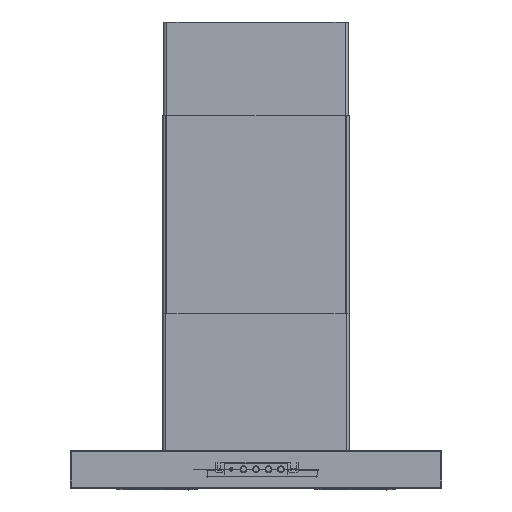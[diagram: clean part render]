
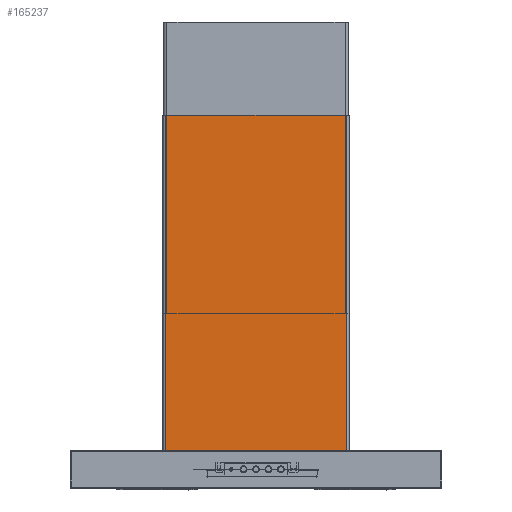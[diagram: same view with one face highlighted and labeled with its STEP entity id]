
A CAD part, top view. The second image highlights one B-rep face of the part: STEP entity #165237.
In plain terms, the highlighted planar face has unit normal (0, 0, 1).
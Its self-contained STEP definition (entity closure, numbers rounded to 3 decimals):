
#162056=DIRECTION('',(1.,0.,0.));
#162057=VECTOR('',#162056,290.);
#162058=CARTESIAN_POINT('',(-145.,-272.5,0.));
#162059=LINE('',#162058,#162057);
#162068=DIRECTION('',(0.,1.,0.));
#162069=VECTOR('',#162068,545.);
#162070=CARTESIAN_POINT('',(-145.,-272.5,0.));
#162071=LINE('',#162070,#162069);
#162072=DIRECTION('',(1.,0.,0.));
#162073=VECTOR('',#162072,290.);
#162074=CARTESIAN_POINT('',(-145.,272.5,0.));
#162075=LINE('',#162074,#162073);
#162106=DIRECTION('',(0.,1.,0.));
#162107=VECTOR('',#162106,545.);
#162108=CARTESIAN_POINT('',(145.,-272.5,0.));
#162109=LINE('',#162108,#162107);
#163080=CARTESIAN_POINT('',(-145.,-272.5,0.));
#163081=VERTEX_POINT('',#163080);
#163082=CARTESIAN_POINT('',(-145.,272.5,0.));
#163083=VERTEX_POINT('',#163082);
#163084=CARTESIAN_POINT('',(145.,-272.5,0.));
#163085=VERTEX_POINT('',#163084);
#163086=CARTESIAN_POINT('',(145.,272.5,0.));
#163087=VERTEX_POINT('',#163086);
#165224=CARTESIAN_POINT('',(-145.,-272.5,0.));
#165225=DIRECTION('',(0.,0.,1.));
#165226=DIRECTION('',(1.,0.,0.));
#165227=AXIS2_PLACEMENT_3D('',#165224,#165225,#165226);
#165228=PLANE('',#165227);
#165229=ORIENTED_EDGE('',*,*,#165214,.F.);
#165230=ORIENTED_EDGE('',*,*,#165190,.T.);
#165232=ORIENTED_EDGE('',*,*,#165231,.T.);
#165234=ORIENTED_EDGE('',*,*,#165233,.F.);
#165235=EDGE_LOOP('',(#165229,#165230,#165232,#165234));
#165236=FACE_OUTER_BOUND('',#165235,.F.);
#165190=EDGE_CURVE('',#163081,#163083,#162071,.T.);
#165214=EDGE_CURVE('',#163081,#163085,#162059,.T.);
#165231=EDGE_CURVE('',#163083,#163087,#162075,.T.);
#165233=EDGE_CURVE('',#163085,#163087,#162109,.T.);
#165237=ADVANCED_FACE('',(#165236),#165228,.T.);
